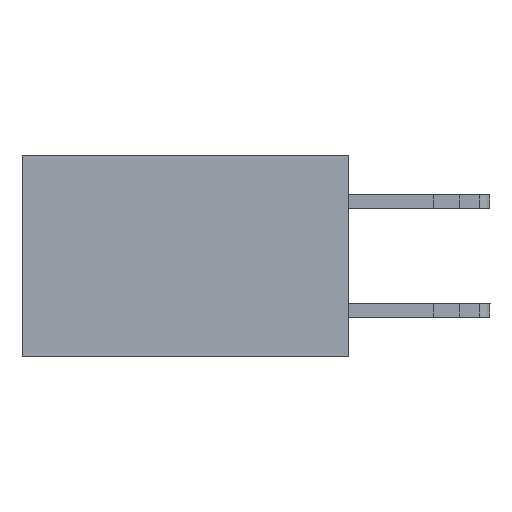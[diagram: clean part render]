
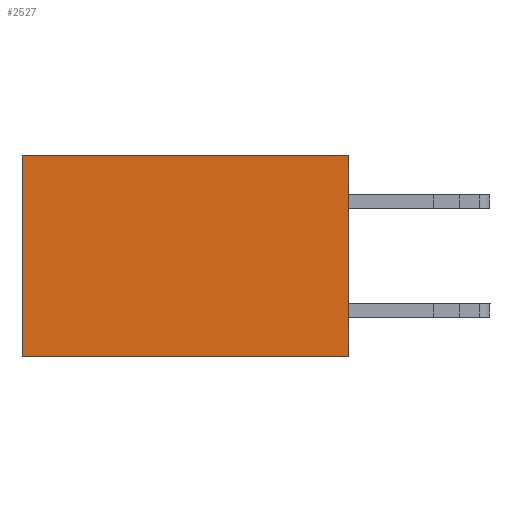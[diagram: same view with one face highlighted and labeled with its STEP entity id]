
A CAD part, left-side view. The second image highlights one B-rep face of the part: STEP entity #2527.
In plain terms, the highlighted planar face has unit normal (-1, 0, 0).
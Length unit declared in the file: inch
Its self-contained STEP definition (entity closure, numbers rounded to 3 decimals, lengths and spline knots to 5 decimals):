
#1380 = VERTEX_POINT ( 'NONE', #9574 ) ;
#1545 = ORIENTED_EDGE ( 'NONE', *, *, #2750, .T. ) ;
#2370 = DIRECTION ( 'NONE',  ( 0., 0., -1. ) ) ;
#2527 = ADVANCED_FACE ( 'NONE', ( #4120 ), #11745, .F. ) ;
#2606 = LINE ( 'NONE', #4397, #9865 ) ;
#2750 = EDGE_CURVE ( 'NONE', #3806, #1380, #13043, .T. ) ;
#2836 = VECTOR ( 'NONE', #2370, 39.37008 ) ;
#3005 = ORIENTED_EDGE ( 'NONE', *, *, #13539, .F. ) ;
#3535 = VECTOR ( 'NONE', #7978, 39.37008 ) ;
#3806 = VERTEX_POINT ( 'NONE', #9402 ) ;
#4120 = FACE_OUTER_BOUND ( 'NONE', #7356, .T. ) ;
#4397 = CARTESIAN_POINT ( 'NONE',  ( 0.298, 0., -0.37 ) ) ;
#5042 = EDGE_CURVE ( 'NONE', #10092, #3806, #10463, .T. ) ;
#5599 = DIRECTION ( 'NONE',  ( 0., 1., 0. ) ) ;
#5856 = CARTESIAN_POINT ( 'NONE',  ( 0.298, 0., 0. ) ) ;
#5904 = DIRECTION ( 'NONE',  ( 1., 0., 0. ) ) ;
#6601 = VECTOR ( 'NONE', #12771, 39.37008 ) ;
#7356 = EDGE_LOOP ( 'NONE', ( #1545, #3005, #13342, #15327 ) ) ;
#7696 = LINE ( 'NONE', #5856, #2836 ) ;
#7978 = DIRECTION ( 'NONE',  ( 0., 0., -1. ) ) ;
#9402 = CARTESIAN_POINT ( 'NONE',  ( 0.298, 0.6, 0. ) ) ;
#9574 = CARTESIAN_POINT ( 'NONE',  ( 0.298, 0.6, -0.37 ) ) ;
#9835 = CARTESIAN_POINT ( 'NONE',  ( 0.298, 0., 0. ) ) ;
#9865 = VECTOR ( 'NONE', #5599, 39.37008 ) ;
#9893 = AXIS2_PLACEMENT_3D ( 'NONE', #12968, #5904, #15429 ) ;
#10092 = VERTEX_POINT ( 'NONE', #9835 ) ;
#10463 = LINE ( 'NONE', #10582, #6601 ) ;
#10582 = CARTESIAN_POINT ( 'NONE',  ( 0.298, 0., 0. ) ) ;
#11745 = PLANE ( 'NONE',  #9893 ) ;
#11894 = EDGE_CURVE ( 'NONE', #10092, #15065, #7696, .T. ) ;
#12771 = DIRECTION ( 'NONE',  ( 0., 1., 0. ) ) ;
#12940 = CARTESIAN_POINT ( 'NONE',  ( 0.298, 0.6, 0. ) ) ;
#12968 = CARTESIAN_POINT ( 'NONE',  ( 0.298, 0., 0. ) ) ;
#13043 = LINE ( 'NONE', #12940, #3535 ) ;
#13342 = ORIENTED_EDGE ( 'NONE', *, *, #11894, .F. ) ;
#13539 = EDGE_CURVE ( 'NONE', #15065, #1380, #2606, .T. ) ;
#15065 = VERTEX_POINT ( 'NONE', #15124 ) ;
#15124 = CARTESIAN_POINT ( 'NONE',  ( 0.298, 0., -0.37 ) ) ;
#15327 = ORIENTED_EDGE ( 'NONE', *, *, #5042, .T. ) ;
#15429 = DIRECTION ( 'NONE',  ( 0., 0., -1. ) ) ;
